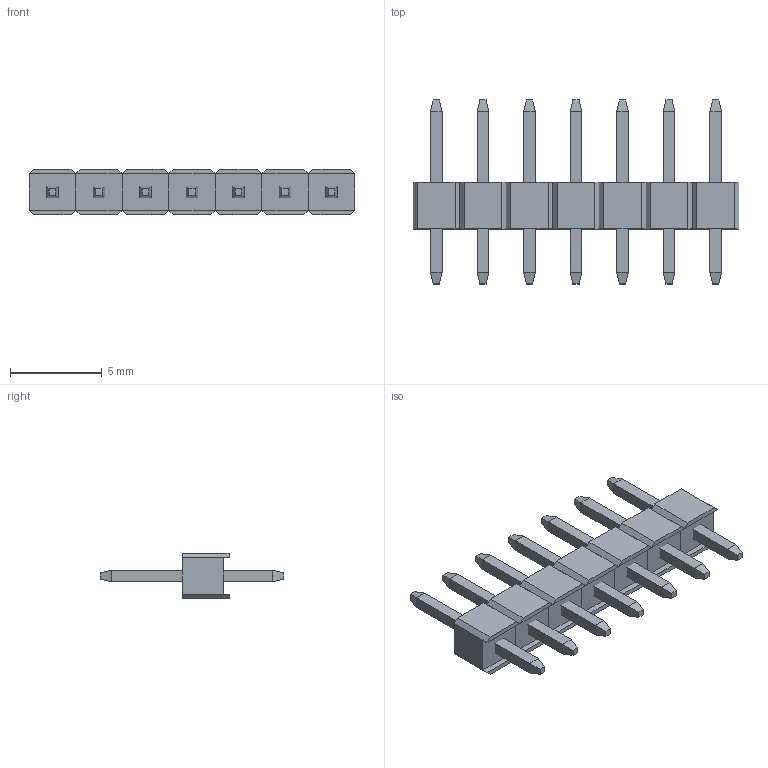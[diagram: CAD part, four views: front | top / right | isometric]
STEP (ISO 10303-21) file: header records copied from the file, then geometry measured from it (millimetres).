
FILE_DESCRIPTION (( 'STEP AP203' ), '1' );
FILE_NAME ('BG030-07-X-0450-0300-X-X_revG.STEP', '2014-07-04T07:31:28', ( '' ), ( '' ), 'SwSTEP 2.0', 'SolidWorks 2010', '' );
FILE_SCHEMA (( 'CONFIG_CONTROL_DESIGN' ));
Length unit declared in the file: millimetre
Products named in the file (4): BG030-07-X-0450-0300-X-X_revG; BG030-Single-Insulator; BG030-7way-Insulator; BG030-Contact-10.04mmPost
Assembly tree (15 placements, depth 3):
  BG030-07-X-0450-0300-X-X_revG
    BG030-Contact-10.04mmPost  x7
    BG030-7way-Insulator
      BG030-Single-Insulator  x7
Bounding box: 17.78 x 10.04 x 2.5 mm (x, y, z)
Volume: 126.7 mm3; surface area: 435.1 mm2
Topology: 14 solids, 14 shells, 196 faces, 427 edges, 259 vertices
Faces by surface type: plane 196
Entity records: 1539 total; most frequent: DIRECTION 155, CARTESIAN_POINT 145, ORIENTED_EDGE 122, EDGE_CURVE 61, VECTOR 61, LINE 61, COORDINATED_UNIVERSAL_TIME_OFFSET 50, LOCAL_TIME 50
